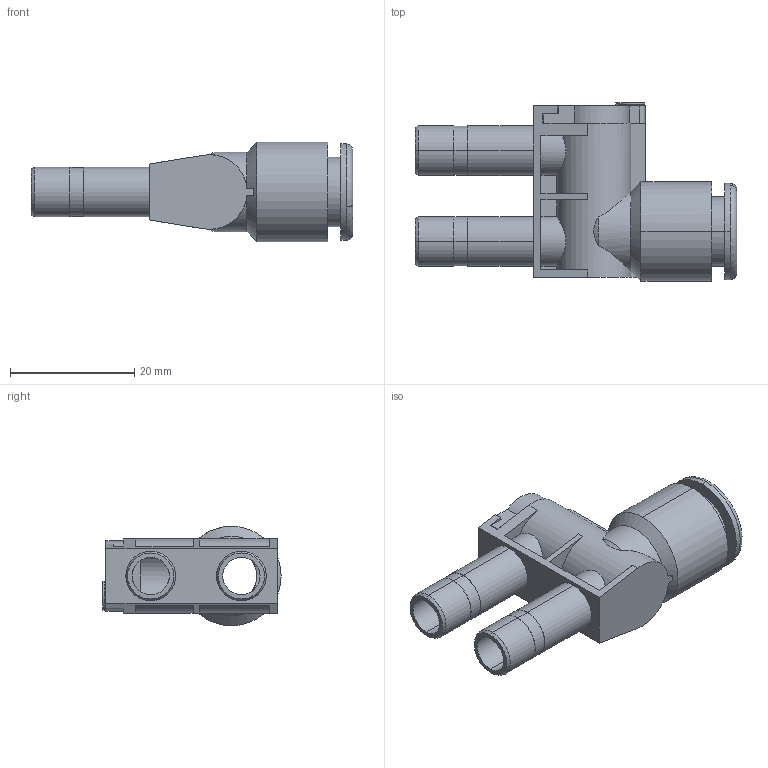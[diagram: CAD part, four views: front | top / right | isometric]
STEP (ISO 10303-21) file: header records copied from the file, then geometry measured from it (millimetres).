
FILE_DESCRIPTION (( 'STEP AP203' ), '1' );
FILE_NAME ('PAL-Y38.step', '2020-10-29T13:43:51', ( '' ), ( '' ), 'SwSTEP 2.0', 'SolidWorks 2019', '' );
FILE_SCHEMA (( 'CONFIG_CONTROL_DESIGN' ));
Length unit declared in the file: millimetre
Products named in the file (1): PAL-Y38
Bounding box: 51.7 x 28.7 x 16 mm (x, y, z)
Volume: 5249.1 mm3; surface area: 6308 mm2
Topology: 1 solids, 1 shells, 178 faces, 452 edges, 289 vertices
Faces by surface type: plane 92, cylinder 67, torus 10, cone 9
Entity records: 5906 total; most frequent: CARTESIAN_POINT 1486, DIRECTION 911, ORIENTED_EDGE 904, EDGE_CURVE 452, AXIS2_PLACEMENT_3D 326, VERTEX_POINT 289, VECTOR 259, LINE 259
